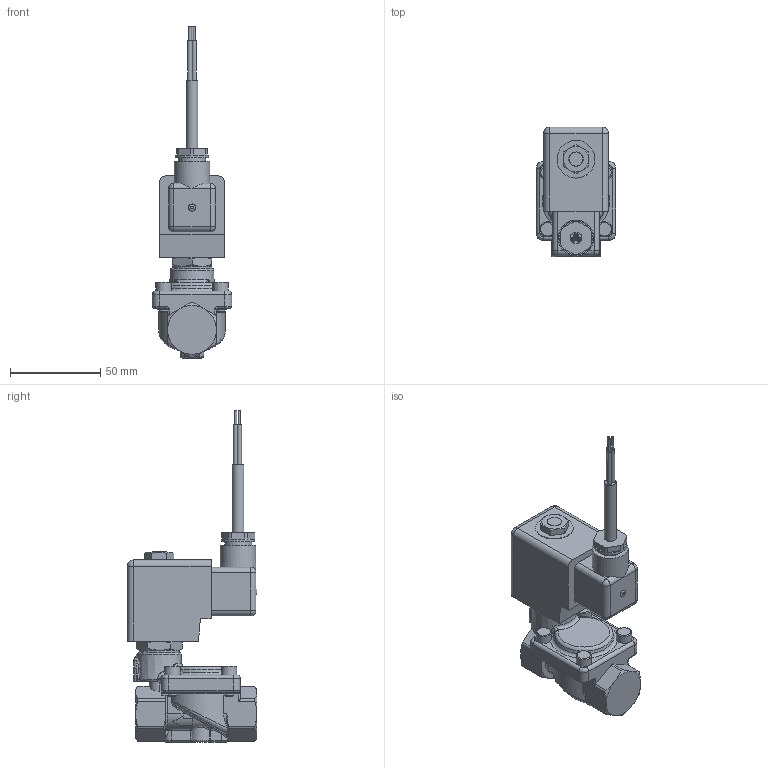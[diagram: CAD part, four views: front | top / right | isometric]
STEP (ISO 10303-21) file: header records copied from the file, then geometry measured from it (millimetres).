
FILE_DESCRIPTION(/* description */ ('2/2 servogest. Membran-Magnetventil'),/* implementation_level */ '2;1');
FILE_NAME(/* name */ '040.001897_D4023-0801-.148.stp',/* time_stamp */ '2018-04-16T13:06:34+02:00',/* author */ ('EFast'),/* organization */ (''),/* preprocessor_version */ 'ST-DEVELOPER v16.1',/* originating_system */ 'Autodesk Inventor 2016',/* authorisation */ '');
FILE_SCHEMA (('AUTOMOTIVE_DESIGN { 1 0 10303 214 3 1 1 }'));
Length unit declared in the file: millimetre
Products named in the file (1): 88-002761
Bounding box: 44 x 71.9 x 183.94 mm (x, y, z)
Volume: 171798.6 mm3; surface area: 28905.2 mm2
Topology: 1 solids, 1 shells, 392 faces, 958 edges, 576 vertices
Faces by surface type: plane 123, cylinder 121, cone 45, bspline 43, torus 42, sphere 18
Full cylindrical faces by diameter (mm): 1.2 x3, 5 x2, 6.5 x1, 7 x2, 8.5 x4, 15 x1, 18.5 x1, 19.8 x1, 20 x1, 20.5 x1, 21 x1, 22 x1
Entity records: 12906 total; most frequent: CARTESIAN_POINT 4381, ORIENTED_EDGE 1802, DIRECTION 1752, EDGE_CURVE 898, AXIS2_PLACEMENT_3D 736, VERTEX_POINT 558, EDGE_LOOP 442, FACE_OUTER_BOUND 392
